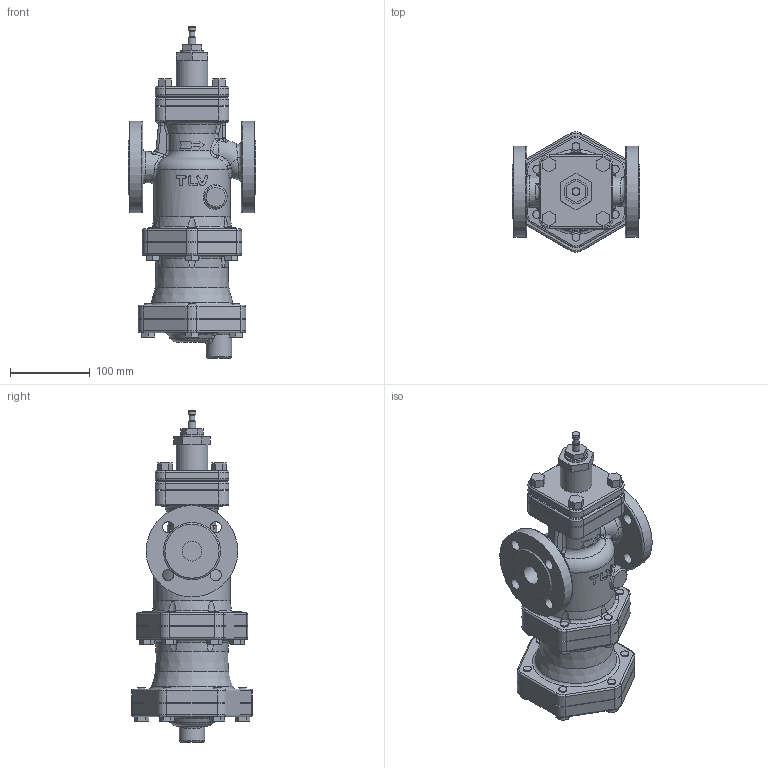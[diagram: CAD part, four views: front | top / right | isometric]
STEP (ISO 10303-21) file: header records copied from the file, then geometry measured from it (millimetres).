
FILE_DESCRIPTION(/* description */ (''),/* implementation_level */ '2;1');
FILE_NAME(/* name */ 'cvcs0-025-e0025-01.stp',/* time_stamp */ '2017-05-16T11:49:09+09:00',/* author */ ('nakaot'),/* organization */ (''),/* preprocessor_version */ 'ST-DEVELOPER v15.6',/* originating_system */ 'Autodesk Inventor 2015',/* authorisation */ '');
FILE_SCHEMA (('CONFIG_CONTROL_DESIGN'));
Length unit declared in the file: millimetre
Products named in the file (1): cvcs0-025-e0025-01
Bounding box: 160 x 152.01 x 417.5 mm (x, y, z)
Volume: 3066607.9 mm3; surface area: 299992.3 mm2
Topology: 1 solids, 1 shells, 746 faces, 1783 edges, 1100 vertices
Faces by surface type: plane 269, cylinder 191, bspline 100, cone 94, torus 86, sphere 6
Full cylindrical faces by diameter (mm): 7.5 x1, 10 x38, 12 x12, 14 x8, 17.475 x1, 25 x2, 30 x1, 32 x1, 40 x1, 50.365 x1, 57.982 x1, 90 x2, 96 x1, 115 x2
Entity records: 32785 total; most frequent: CARTESIAN_POINT 16806, ORIENTED_EDGE 3326, DIRECTION 3127, EDGE_CURVE 1663, AXIS2_PLACEMENT_3D 1284, VERTEX_POINT 1073, EDGE_LOOP 954, FACE_OUTER_BOUND 746
